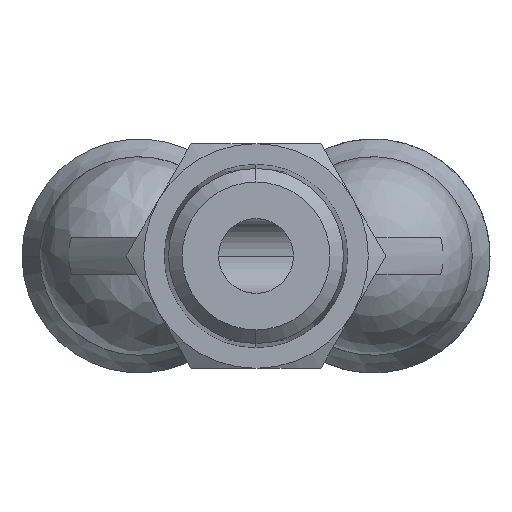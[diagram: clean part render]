
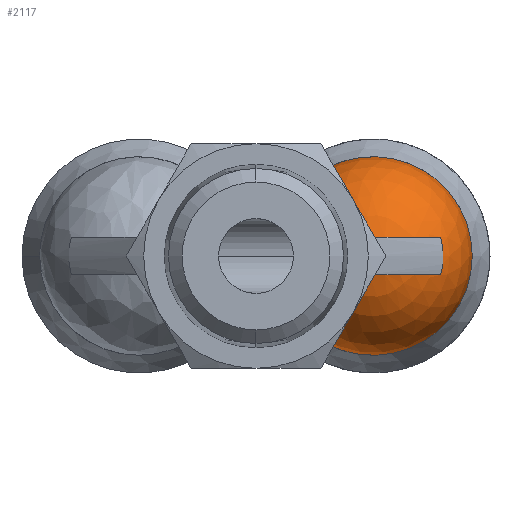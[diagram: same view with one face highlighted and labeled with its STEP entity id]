
A CAD part, front view. The second image highlights one B-rep face of the part: STEP entity #2117.
In plain terms, the highlighted spherical face has radius 5.3 mm.
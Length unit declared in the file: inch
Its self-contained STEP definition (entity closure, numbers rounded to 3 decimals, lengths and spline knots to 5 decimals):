
#13 = EDGE_CURVE ( 'NONE', #1057, #1168, #1185, .T. ) ;
#31 = AXIS2_PLACEMENT_3D ( 'NONE', #437, #428, #413 ) ;
#113 = CARTESIAN_POINT ( 'NONE',  ( 0.07137, 0.58071, 0.11411 ) ) ;
#156 = VERTEX_POINT ( 'NONE', #761 ) ;
#182 = EDGE_CURVE ( 'NONE', #1168, #1005, #801, .T. ) ;
#267 = CARTESIAN_POINT ( 'NONE',  ( 0.18994, 0.39921, -0.08665 ) ) ;
#283 = AXIS2_PLACEMENT_3D ( 'NONE', #359, #345, #336 ) ;
#336 = DIRECTION ( 'NONE',  ( -1., 0., 0. ) ) ;
#345 = DIRECTION ( 'NONE',  ( 0., 0., 1. ) ) ;
#359 = CARTESIAN_POINT ( 'NONE',  ( 0.24606, 0.58071, 0.03937 ) ) ;
#375 = VERTEX_POINT ( 'NONE', #2334 ) ;
#410 = VERTEX_POINT ( 'NONE', #1941 ) ;
#413 = DIRECTION ( 'NONE',  ( -1., 0., 0. ) ) ;
#414 = CARTESIAN_POINT ( 'NONE',  ( 0.24606, 0.58071, -0.03937 ) ) ;
#428 = DIRECTION ( 'NONE',  ( 0., 1., 0. ) ) ;
#437 = CARTESIAN_POINT ( 'NONE',  ( 0.24606, 0.58071, 0. ) ) ;
#444 = CARTESIAN_POINT ( 'NONE',  ( 0.07137, 0.58071, -0.11411 ) ) ;
#452 = CIRCLE ( 'NONE', #283, 0.20491 ) ;
#454 = EDGE_CURVE ( 'NONE', #1005, #375, #2462, .T. ) ;
#459 = VERTEX_POINT ( 'NONE', #2362 ) ;
#499 = B_SPLINE_CURVE_WITH_KNOTS ( 'NONE', 3,
 ( #3155, #1011, #768, #2623 ),
 .UNSPECIFIED., .F., .F.,
 ( 4, 4 ),
 ( 0., 1. ),
 .UNSPECIFIED. ) ;
#507 = CARTESIAN_POINT ( 'NONE',  ( 0.18106, 0.41167, -0.10392 ) ) ;
#586 = EDGE_CURVE ( 'NONE', #2983, #1319, #452, .T. ) ;
#589 = B_SPLINE_CURVE_WITH_KNOTS ( 'NONE', 3,
 ( #2466, #1380, #2477, #880, #2743, #1134, #3016, #1387 ),
 .UNSPECIFIED., .F., .F.,
 ( 4, 2, 2, 4 ),
 ( 0., 0.00116, 0.00174, 0.00232 ),
 .UNSPECIFIED. ) ;
#624 = DIRECTION ( 'NONE',  ( 0., 1., 0. ) ) ;
#641 = CARTESIAN_POINT ( 'NONE',  ( 0.24606, 0.58071, 0. ) ) ;
#667 = DIRECTION ( 'NONE',  ( -1., 0., 0. ) ) ;
#700 = CARTESIAN_POINT ( 'NONE',  ( 0.07137, 0.58071, 0.11411 ) ) ;
#705 = B_SPLINE_CURVE_WITH_KNOTS ( 'NONE', 3,
 ( #1506, #1003, #1765, #267, #2056, #507, #2343, #765 ),
 .UNSPECIFIED., .F., .F.,
 ( 4, 2, 2, 4 ),
 ( 0., 0.00116, 0.00174, 0.00232 ),
 .UNSPECIFIED. ) ;
#756 = EDGE_CURVE ( 'NONE', #156, #410, #2259, .T. ) ;
#761 = CARTESIAN_POINT ( 'NONE',  ( 0.39369, 0.43325, 0. ) ) ;
#765 = CARTESIAN_POINT ( 'NONE',  ( 0.17469, 0.42126, -0.11411 ) ) ;
#768 = CARTESIAN_POINT ( 'NONE',  ( 0.39369, 0.43325, 0.01352 ) ) ;
#801 = CIRCLE ( 'NONE', #31, 0.20866 ) ;
#827 = CARTESIAN_POINT ( 'NONE',  ( 0.07862, 0.56951, 0.12522 ) ) ;
#840 = CARTESIAN_POINT ( 'NONE',  ( 0.08667, 0.5571, 0.13369 ) ) ;
#880 = CARTESIAN_POINT ( 'NONE',  ( 0.19511, 0.39233, 0.07428 ) ) ;
#904 = CARTESIAN_POINT ( 'NONE',  ( 0.09991, 0.53667, 0.14253 ) ) ;
#915 = CARTESIAN_POINT ( 'NONE',  ( 0.10447, 0.52963, 0.14476 ) ) ;
#943 = CARTESIAN_POINT ( 'NONE',  ( 0.13237, 0.48657, 0.14773 ) ) ;
#957 = CARTESIAN_POINT ( 'NONE',  ( 0.11364, 0.51548, 0.14772 ) ) ;
#960 = CARTESIAN_POINT ( 'NONE',  ( 0.11828, 0.50832, 0.14848 ) ) ;
#963 = CARTESIAN_POINT ( 'NONE',  ( 0.12769, 0.4938, 0.14849 ) ) ;
#1000 = CARTESIAN_POINT ( 'NONE',  ( 0.14154, 0.47243, 0.14478 ) ) ;
#1003 = CARTESIAN_POINT ( 'NONE',  ( 0.20207, 0.38345, -0.05416 ) ) ;
#1005 = VERTEX_POINT ( 'NONE', #444 ) ;
#1011 = CARTESIAN_POINT ( 'NONE',  ( 0.39185, 0.43325, 0.02672 ) ) ;
#1043 = CARTESIAN_POINT ( 'NONE',  ( 0.14605, 0.46547, 0.14259 ) ) ;
#1057 = VERTEX_POINT ( 'NONE', #1460 ) ;
#1110 = CARTESIAN_POINT ( 'NONE',  ( 0.15934, 0.44495, 0.13375 ) ) ;
#1134 = CARTESIAN_POINT ( 'NONE',  ( 0.20171, 0.38391, 0.05388 ) ) ;
#1139 = CARTESIAN_POINT ( 'NONE',  ( 0.38835, 0.43325, -0.03937 ) ) ;
#1149 = CARTESIAN_POINT ( 'NONE',  ( 0.39185, 0.43325, -0.02672 ) ) ;
#1168 = VERTEX_POINT ( 'NONE', #113 ) ;
#1171 = ORIENTED_EDGE ( 'NONE', *, *, #756, .T. ) ;
#1176 = CARTESIAN_POINT ( 'NONE',  ( 0.17469, 0.42126, 0.11411 ) ) ;
#1185 = B_SPLINE_CURVE_WITH_KNOTS ( 'NONE', 3,
 ( #1176, #1205, #1110, #1043, #1000, #943, #963, #960, #957, #915, #904, #840, #827, #700 ),
 .UNSPECIFIED., .F., .F.,
 ( 4, 2, 2, 2, 2, 2, 4 ),
 ( 0., 0.0013, 0.00196, 0.00261, 0.00326, 0.00391, 0.00522 ),
 .UNSPECIFIED. ) ;
#1200 = AXIS2_PLACEMENT_3D ( 'NONE', #414, #2236, #667 ) ;
#1205 = CARTESIAN_POINT ( 'NONE',  ( 0.16744, 0.43245, 0.12522 ) ) ;
#1319 = VERTEX_POINT ( 'NONE', #2456 ) ;
#1356 = CARTESIAN_POINT ( 'NONE',  ( 0.39369, 0.43325, -0.01352 ) ) ;
#1372 = CARTESIAN_POINT ( 'NONE',  ( 0.39369, 0.43325, 0. ) ) ;
#1380 = CARTESIAN_POINT ( 'NONE',  ( 0.18113, 0.41132, 0.10425 ) ) ;
#1387 = CARTESIAN_POINT ( 'NONE',  ( 0.20491, 0.37997, 0.03937 ) ) ;
#1405 = DIRECTION ( 'NONE',  ( -1., 0., 0. ) ) ;
#1460 = CARTESIAN_POINT ( 'NONE',  ( 0.17469, 0.42126, 0.11411 ) ) ;
#1506 = CARTESIAN_POINT ( 'NONE',  ( 0.20491, 0.37997, -0.03937 ) ) ;
#1559 = CARTESIAN_POINT ( 'NONE',  ( 0.17469, 0.42126, -0.11411 ) ) ;
#1570 = CARTESIAN_POINT ( 'NONE',  ( 0.16744, 0.43245, -0.12522 ) ) ;
#1579 = CARTESIAN_POINT ( 'NONE',  ( 0.15939, 0.44487, -0.13369 ) ) ;
#1583 = CARTESIAN_POINT ( 'NONE',  ( 0.14615, 0.4653, -0.14253 ) ) ;
#1589 = ORIENTED_EDGE ( 'NONE', *, *, #454, .F. ) ;
#1590 = CARTESIAN_POINT ( 'NONE',  ( 0.14159, 0.47234, -0.14476 ) ) ;
#1594 = CARTESIAN_POINT ( 'NONE',  ( 0.13243, 0.48648, -0.14772 ) ) ;
#1609 = CARTESIAN_POINT ( 'NONE',  ( 0.12778, 0.49365, -0.14848 ) ) ;
#1625 = CARTESIAN_POINT ( 'NONE',  ( 0.11838, 0.50817, -0.14849 ) ) ;
#1640 = CARTESIAN_POINT ( 'NONE',  ( 0.11369, 0.5154, -0.14773 ) ) ;
#1651 = CARTESIAN_POINT ( 'NONE',  ( 0.10453, 0.52954, -0.14478 ) ) ;
#1661 = CARTESIAN_POINT ( 'NONE',  ( 0.10002, 0.5365, -0.14259 ) ) ;
#1670 = CARTESIAN_POINT ( 'NONE',  ( 0.08672, 0.55701, -0.13375 ) ) ;
#1694 = CARTESIAN_POINT ( 'NONE',  ( 0.07862, 0.56951, -0.12522 ) ) ;
#1695 = EDGE_CURVE ( 'NONE', #459, #375, #705, .T. ) ;
#1721 = CARTESIAN_POINT ( 'NONE',  ( 0.07137, 0.58071, -0.11411 ) ) ;
#1765 = CARTESIAN_POINT ( 'NONE',  ( 0.19782, 0.38873, -0.06777 ) ) ;
#1941 = CARTESIAN_POINT ( 'NONE',  ( 0.38835, 0.43325, -0.03937 ) ) ;
#2044 = EDGE_CURVE ( 'NONE', #1057, #2983, #589, .T. ) ;
#2056 = CARTESIAN_POINT ( 'NONE',  ( 0.18706, 0.40315, -0.09267 ) ) ;
#2117 = ADVANCED_FACE ( 'NONE', ( #2693 ), #2699, .T. ) ;
#2161 = ORIENTED_EDGE ( 'NONE', *, *, #586, .T. ) ;
#2176 = CIRCLE ( 'NONE', #1200, 0.20491 ) ;
#2236 = DIRECTION ( 'NONE',  ( 0., 0., -1. ) ) ;
#2259 = B_SPLINE_CURVE_WITH_KNOTS ( 'NONE', 3,
 ( #1372, #1356, #1149, #1139 ),
 .UNSPECIFIED., .F., .F.,
 ( 4, 4 ),
 ( 0., 1. ),
 .UNSPECIFIED. ) ;
#2275 = CARTESIAN_POINT ( 'NONE',  ( 0.20491, 0.37997, 0.03937 ) ) ;
#2323 = AXIS2_PLACEMENT_3D ( 'NONE', #641, #624, #1405 ) ;
#2334 = CARTESIAN_POINT ( 'NONE',  ( 0.17469, 0.42126, -0.11411 ) ) ;
#2343 = CARTESIAN_POINT ( 'NONE',  ( 0.17792, 0.41629, -0.10918 ) ) ;
#2362 = CARTESIAN_POINT ( 'NONE',  ( 0.20491, 0.37997, -0.03937 ) ) ;
#2456 = CARTESIAN_POINT ( 'NONE',  ( 0.38835, 0.43325, 0.03937 ) ) ;
#2462 = B_SPLINE_CURVE_WITH_KNOTS ( 'NONE', 3,
 ( #1721, #1694, #1670, #1661, #1651, #1640, #1625, #1609, #1594, #1590, #1583, #1579, #1570, #1559 ),
 .UNSPECIFIED., .F., .F.,
 ( 4, 2, 2, 2, 2, 2, 4 ),
 ( 0., 0.0013, 0.00196, 0.00261, 0.00326, 0.00391, 0.00522 ),
 .UNSPECIFIED. ) ;
#2466 = CARTESIAN_POINT ( 'NONE',  ( 0.17469, 0.42126, 0.11411 ) ) ;
#2470 = ORIENTED_EDGE ( 'NONE', *, *, #13, .F. ) ;
#2477 = CARTESIAN_POINT ( 'NONE',  ( 0.18721, 0.40285, 0.09315 ) ) ;
#2538 = EDGE_CURVE ( 'NONE', #1319, #156, #499, .T. ) ;
#2623 = CARTESIAN_POINT ( 'NONE',  ( 0.39369, 0.43325, 0. ) ) ;
#2680 = ORIENTED_EDGE ( 'NONE', *, *, #2894, .T. ) ;
#2693 = FACE_OUTER_BOUND ( 'NONE', #3033, .T. ) ;
#2699 = SPHERICAL_SURFACE ( 'NONE', #2323, 0.20866 ) ;
#2743 = CARTESIAN_POINT ( 'NONE',  ( 0.19753, 0.38921, 0.06761 ) ) ;
#2861 = ORIENTED_EDGE ( 'NONE', *, *, #182, .F. ) ;
#2862 = ORIENTED_EDGE ( 'NONE', *, *, #2538, .T. ) ;
#2894 = EDGE_CURVE ( 'NONE', #410, #459, #2176, .T. ) ;
#2983 = VERTEX_POINT ( 'NONE', #2275 ) ;
#3016 = CARTESIAN_POINT ( 'NONE',  ( 0.20349, 0.38171, 0.04676 ) ) ;
#3033 = EDGE_LOOP ( 'NONE', ( #2470, #3216, #2161, #2862, #1171, #2680, #3215, #1589, #2861 ) ) ;
#3155 = CARTESIAN_POINT ( 'NONE',  ( 0.38835, 0.43325, 0.03937 ) ) ;
#3215 = ORIENTED_EDGE ( 'NONE', *, *, #1695, .T. ) ;
#3216 = ORIENTED_EDGE ( 'NONE', *, *, #2044, .T. ) ;
